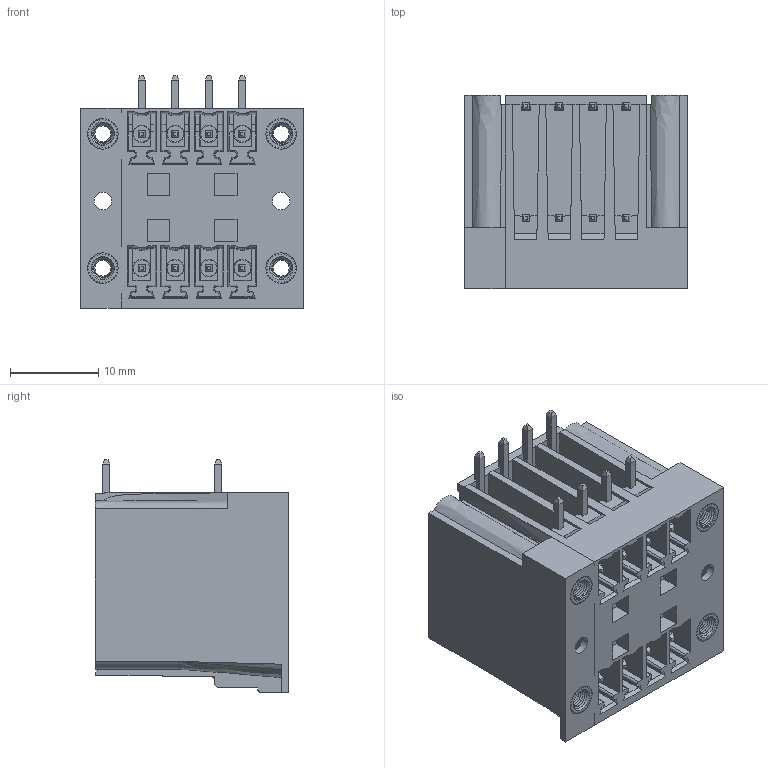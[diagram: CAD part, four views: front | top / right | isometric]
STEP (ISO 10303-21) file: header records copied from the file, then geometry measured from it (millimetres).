
FILE_DESCRIPTION((''),'2;1');
FILE_NAME('WJ15EDGRHM-381-2X04P','2017-03-15T',('QZY'),(''),'CREO PARAMETRIC BY PTC INC, 2014440','CREO PARAMETRIC BY PTC INC, 2014440','');
FILE_SCHEMA(('CONFIG_CONTROL_DESIGN'));
Products named in the file (1): WJ15EDGRHM-381-2X04P
Bounding box: 25.34 x 21.95 x 26.4 mm (x, y, z)
Volume: 7297.7 mm3; surface area: 9555.1 mm2
Topology: 1 solids, 1 shells, 1307 faces, 4050 edges, 2641 vertices
Faces by surface type: plane 1007, cylinder 162, cone 76, bspline 58, sphere 4
Entity records: 55990 total; most frequent: CARTESIAN_POINT 20179, ORIENTED_EDGE 8092, DIRECTION 6543, EDGE_CURVE 4046, VECTOR 3075, LINE 3075, VERTEX_POINT 2641, AXIS2_PLACEMENT_3D 1734
